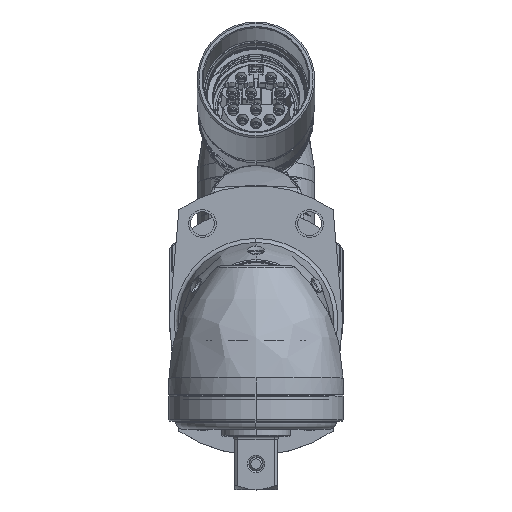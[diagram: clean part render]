
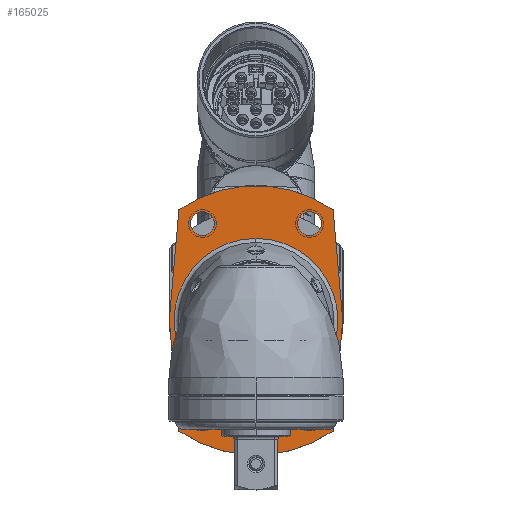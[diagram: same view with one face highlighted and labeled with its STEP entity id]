
A CAD part, top view. The second image highlights one B-rep face of the part: STEP entity #165025.
In plain terms, the highlighted planar face has unit normal (0, 0, 1).
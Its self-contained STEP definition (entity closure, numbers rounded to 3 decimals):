
#154217=CARTESIAN_POINT('',(0.,0.,-31.5));
#154218=DIRECTION('',(0.,0.,1.));
#154219=DIRECTION('',(0.572,0.82,0.));
#154220=AXIS2_PLACEMENT_3D('',#154217,#154218,#154219);
#154232=CARTESIAN_POINT('',(0.,0.,-31.5));
#154233=DIRECTION('',(0.,0.,1.));
#154234=DIRECTION('',(-0.572,-0.82,0.));
#154235=AXIS2_PLACEMENT_3D('',#154232,#154233,#154234);
#154276=DIRECTION('',(-0.087,-0.996,0.));
#154277=VECTOR('',#154276,29.933);
#154278=CARTESIAN_POINT('',(-22.296,31.998,-31.5));
#154279=LINE('',#154278,#154277);
#154283=DIRECTION('',(0.087,-0.996,0.));
#154284=VECTOR('',#154283,29.933);
#154285=CARTESIAN_POINT('',(22.296,31.998,-31.5));
#154286=LINE('',#154285,#154284);
#154290=CARTESIAN_POINT('',(0.,0.,-31.5));
#154291=DIRECTION('',(0.,0.,1.));
#154292=DIRECTION('',(0.996,-0.087,0.));
#154293=AXIS2_PLACEMENT_3D('',#154290,#154291,#154292);
#154298=DIRECTION('',(0.087,0.996,0.));
#154299=VECTOR('',#154298,29.933);
#154300=CARTESIAN_POINT('',(22.296,-31.998,-31.5));
#154301=LINE('',#154300,#154299);
#154305=DIRECTION('',(-0.087,0.996,0.));
#154306=VECTOR('',#154305,29.933);
#154307=CARTESIAN_POINT('',(-22.296,-31.998,-31.5));
#154308=LINE('',#154307,#154306);
#154312=CARTESIAN_POINT('',(0.,0.,-31.5));
#154313=DIRECTION('',(0.,0.,1.));
#154314=DIRECTION('',(-0.996,0.087,0.));
#154315=AXIS2_PLACEMENT_3D('',#154312,#154313,#154314);
#154320=CARTESIAN_POINT('',(-15.5,28.,-31.5));
#154321=DIRECTION('',(0.,0.,-1.));
#154322=DIRECTION('',(-1.,0.,0.));
#154323=AXIS2_PLACEMENT_3D('',#154320,#154321,#154322);
#154328=CARTESIAN_POINT('',(-15.5,28.,-31.5));
#154329=DIRECTION('',(0.,0.,-1.));
#154330=DIRECTION('',(1.,0.,0.));
#154331=AXIS2_PLACEMENT_3D('',#154328,#154329,#154330);
#154336=CARTESIAN_POINT('',(15.5,28.,-31.5));
#154337=DIRECTION('',(0.,0.,-1.));
#154338=DIRECTION('',(-1.,0.,0.));
#154339=AXIS2_PLACEMENT_3D('',#154336,#154337,#154338);
#154344=CARTESIAN_POINT('',(15.5,28.,-31.5));
#154345=DIRECTION('',(0.,0.,-1.));
#154346=DIRECTION('',(1.,0.,0.));
#154347=AXIS2_PLACEMENT_3D('',#154344,#154345,#154346);
#154352=CARTESIAN_POINT('',(15.5,-28.,-31.5));
#154353=DIRECTION('',(0.,0.,-1.));
#154354=DIRECTION('',(-1.,0.,0.));
#154355=AXIS2_PLACEMENT_3D('',#154352,#154353,#154354);
#154360=CARTESIAN_POINT('',(15.5,-28.,-31.5));
#154361=DIRECTION('',(0.,0.,-1.));
#154362=DIRECTION('',(1.,0.,0.));
#154363=AXIS2_PLACEMENT_3D('',#154360,#154361,#154362);
#154368=CARTESIAN_POINT('',(-15.5,-28.,-31.5));
#154369=DIRECTION('',(0.,0.,-1.));
#154370=DIRECTION('',(-1.,0.,0.));
#154371=AXIS2_PLACEMENT_3D('',#154368,#154369,#154370);
#154376=CARTESIAN_POINT('',(-15.5,-28.,-31.5));
#154377=DIRECTION('',(0.,0.,-1.));
#154378=DIRECTION('',(1.,0.,0.));
#154379=AXIS2_PLACEMENT_3D('',#154376,#154377,#154378);
#154384=CARTESIAN_POINT('',(0.,0.,-31.5));
#154385=DIRECTION('',(0.,0.,-1.));
#154386=DIRECTION('',(0.,-1.,0.));
#154387=AXIS2_PLACEMENT_3D('',#154384,#154385,#154386);
#154392=CARTESIAN_POINT('',(0.,0.,-31.5));
#154393=DIRECTION('',(0.,0.,-1.));
#154394=DIRECTION('',(0.,1.,0.));
#154395=AXIS2_PLACEMENT_3D('',#154392,#154393,#154394);
#163035=CARTESIAN_POINT('',(-22.296,31.998,-31.5));
#163036=VERTEX_POINT('',#163035);
#163037=CARTESIAN_POINT('',(-22.296,-31.998,-31.5));
#163038=VERTEX_POINT('',#163037);
#163039=CARTESIAN_POINT('',(-24.905,2.179,-31.5));
#163040=VERTEX_POINT('',#163039);
#163041=CARTESIAN_POINT('',(22.296,31.998,-31.5));
#163042=CARTESIAN_POINT('',(24.905,2.179,-31.5));
#163043=VERTEX_POINT('',#163041);
#163044=VERTEX_POINT('',#163042);
#163045=CARTESIAN_POINT('',(24.905,-2.179,-31.5));
#163046=VERTEX_POINT('',#163045);
#163047=CARTESIAN_POINT('',(22.296,-31.998,-31.5));
#163048=VERTEX_POINT('',#163047);
#163049=CARTESIAN_POINT('',(-24.905,-2.179,-31.5));
#163050=VERTEX_POINT('',#163049);
#163087=CARTESIAN_POINT('',(-18.959,28.,-31.5));
#163088=CARTESIAN_POINT('',(-12.042,28.,-31.5));
#163089=VERTEX_POINT('',#163087);
#163090=VERTEX_POINT('',#163088);
#163095=CARTESIAN_POINT('',(12.042,28.,-31.5));
#163096=CARTESIAN_POINT('',(18.959,28.,-31.5));
#163097=VERTEX_POINT('',#163095);
#163098=VERTEX_POINT('',#163096);
#163103=CARTESIAN_POINT('',(12.042,-28.,-31.5));
#163104=CARTESIAN_POINT('',(18.959,-28.,-31.5));
#163105=VERTEX_POINT('',#163103);
#163106=VERTEX_POINT('',#163104);
#163111=CARTESIAN_POINT('',(-18.959,-28.,-31.5));
#163112=CARTESIAN_POINT('',(-12.042,-28.,-31.5));
#163113=VERTEX_POINT('',#163111);
#163114=VERTEX_POINT('',#163112);
#163151=CARTESIAN_POINT('',(0.,-23.7,-31.5));
#163152=CARTESIAN_POINT('',(0.,23.7,-31.5));
#163153=VERTEX_POINT('',#163151);
#163154=VERTEX_POINT('',#163152);
#164978=CARTESIAN_POINT('',(0.,0.,-31.5));
#164979=DIRECTION('',(0.,0.,1.));
#164980=DIRECTION('',(0.,1.,0.));
#164981=AXIS2_PLACEMENT_3D('',#164978,#164979,#164980);
#164982=PLANE('',#164981);
#164983=ORIENTED_EDGE('',*,*,#164901,.F.);
#164984=ORIENTED_EDGE('',*,*,#164916,.F.);
#164985=ORIENTED_EDGE('',*,*,#164945,.T.);
#164986=ORIENTED_EDGE('',*,*,#164959,.F.);
#164987=ORIENTED_EDGE('',*,*,#164972,.F.);
#164988=ORIENTED_EDGE('',*,*,#164927,.F.);
#164990=ORIENTED_EDGE('',*,*,#164989,.T.);
#164992=ORIENTED_EDGE('',*,*,#164991,.F.);
#164993=EDGE_LOOP('',(#164983,#164984,#164985,#164986,#164987,#164988,#164990,
#164992));
#164994=FACE_OUTER_BOUND('',#164993,.F.);
#164996=ORIENTED_EDGE('',*,*,#164995,.F.);
#164998=ORIENTED_EDGE('',*,*,#164997,.F.);
#164999=EDGE_LOOP('',(#164996,#164998));
#165000=FACE_BOUND('',#164999,.F.);
#165002=ORIENTED_EDGE('',*,*,#165001,.F.);
#165004=ORIENTED_EDGE('',*,*,#165003,.F.);
#165005=EDGE_LOOP('',(#165002,#165004));
#165006=FACE_BOUND('',#165005,.F.);
#165008=ORIENTED_EDGE('',*,*,#165007,.F.);
#165010=ORIENTED_EDGE('',*,*,#165009,.F.);
#165011=EDGE_LOOP('',(#165008,#165010));
#165012=FACE_BOUND('',#165011,.F.);
#165014=ORIENTED_EDGE('',*,*,#165013,.F.);
#165016=ORIENTED_EDGE('',*,*,#165015,.F.);
#165017=EDGE_LOOP('',(#165014,#165016));
#165018=FACE_BOUND('',#165017,.F.);
#165020=ORIENTED_EDGE('',*,*,#165019,.F.);
#165022=ORIENTED_EDGE('',*,*,#165021,.F.);
#165023=EDGE_LOOP('',(#165020,#165022));
#165024=FACE_BOUND('',#165023,.F.);
#154221=CIRCLE('',#154220,39.);
#154236=CIRCLE('',#154235,39.);
#154294=CIRCLE('',#154293,25.);
#154316=CIRCLE('',#154315,25.);
#154324=CIRCLE('',#154323,3.459);
#154332=CIRCLE('',#154331,3.459);
#154340=CIRCLE('',#154339,3.459);
#154348=CIRCLE('',#154347,3.459);
#154356=CIRCLE('',#154355,3.459);
#154364=CIRCLE('',#154363,3.459);
#154372=CIRCLE('',#154371,3.459);
#154380=CIRCLE('',#154379,3.459);
#154388=CIRCLE('',#154387,23.7);
#154396=CIRCLE('',#154395,23.7);
#164901=EDGE_CURVE('',#163036,#163040,#154279,.T.);
#164916=EDGE_CURVE('',#163043,#163036,#154221,.T.);
#164927=EDGE_CURVE('',#163038,#163048,#154236,.T.);
#164945=EDGE_CURVE('',#163043,#163044,#154286,.T.);
#164959=EDGE_CURVE('',#163046,#163044,#154294,.T.);
#164972=EDGE_CURVE('',#163048,#163046,#154301,.T.);
#164989=EDGE_CURVE('',#163038,#163050,#154308,.T.);
#164991=EDGE_CURVE('',#163040,#163050,#154316,.T.);
#164995=EDGE_CURVE('',#163089,#163090,#154324,.T.);
#164997=EDGE_CURVE('',#163090,#163089,#154332,.T.);
#165001=EDGE_CURVE('',#163097,#163098,#154340,.T.);
#165003=EDGE_CURVE('',#163098,#163097,#154348,.T.);
#165007=EDGE_CURVE('',#163105,#163106,#154356,.T.);
#165009=EDGE_CURVE('',#163106,#163105,#154364,.T.);
#165013=EDGE_CURVE('',#163113,#163114,#154372,.T.);
#165015=EDGE_CURVE('',#163114,#163113,#154380,.T.);
#165019=EDGE_CURVE('',#163153,#163154,#154388,.T.);
#165021=EDGE_CURVE('',#163154,#163153,#154396,.T.);
#165025=ADVANCED_FACE('',(#164994,#165000,#165006,#165012,#165018,#165024),
#164982,.T.);
